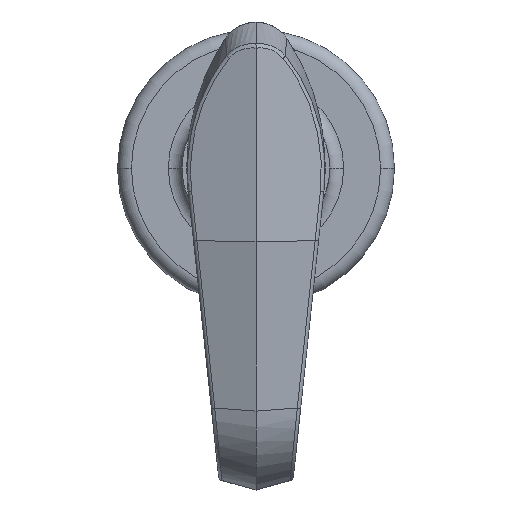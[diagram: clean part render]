
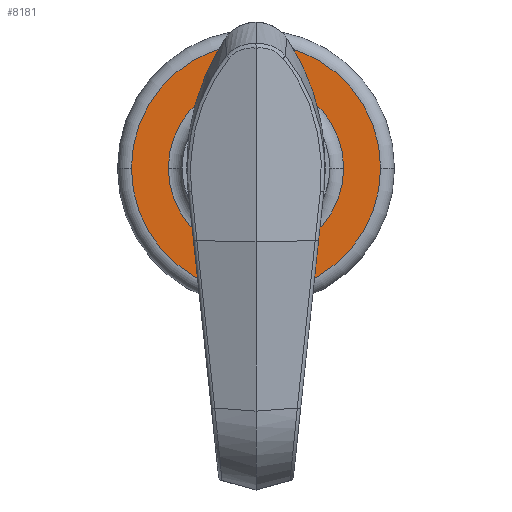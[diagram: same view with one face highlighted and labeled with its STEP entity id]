
A CAD part, top view. The second image highlights one B-rep face of the part: STEP entity #8181.
In plain terms, the highlighted planar face has unit normal (0, 0, 1).
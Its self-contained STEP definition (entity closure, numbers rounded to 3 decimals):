
#1183 = VERTEX_POINT ( 'NONE', #3601 ) ;
#1189 = VERTEX_POINT ( 'NONE', #3604 ) ;
#1196 = VERTEX_POINT ( 'NONE', #3610 ) ;
#1410 = AXIS2_PLACEMENT_3D ( 'NONE', #1539, #1540, #1541 ) ;
#1413 = AXIS2_PLACEMENT_3D ( 'NONE', #1549, #1550, #1551 ) ;
#1476 = AXIS2_PLACEMENT_3D ( 'NONE', #6045, #6046, #6047 ) ;
#1539 = CARTESIAN_POINT ( 'NONE',  ( 0., 0., 5. ) ) ;
#1540 = DIRECTION ( 'NONE',  ( 0., 0., -1. ) ) ;
#1541 = DIRECTION ( 'NONE',  ( -1., 0., 0. ) ) ;
#1549 = CARTESIAN_POINT ( 'NONE',  ( 0., 0., 5. ) ) ;
#1550 = DIRECTION ( 'NONE',  ( 0., 0., 1. ) ) ;
#1551 = DIRECTION ( 'NONE',  ( -1., 0., 0. ) ) ;
#3601 = CARTESIAN_POINT ( 'NONE',  ( -27., 0., 5. ) ) ;
#3604 = CARTESIAN_POINT ( 'NONE',  ( -19., 0., 5. ) ) ;
#3610 = CARTESIAN_POINT ( 'NONE',  ( 19., 0., 5. ) ) ;
#5092 = EDGE_LOOP ( 'NONE', ( #7009, #7010 ) ) ;
#5095 = EDGE_LOOP ( 'NONE', ( #7007, #7008 ) ) ;
#6045 = CARTESIAN_POINT ( 'NONE',  ( 0., 0., 5. ) ) ;
#6046 = DIRECTION ( 'NONE',  ( 0., 0., -1. ) ) ;
#6047 = DIRECTION ( 'NONE',  ( -1., 0., 0. ) ) ;
#6048 = CARTESIAN_POINT ( 'NONE',  ( 0., 0., 5. ) ) ;
#6049 = DIRECTION ( 'NONE',  ( 0., 0., 1. ) ) ;
#6050 = DIRECTION ( 'NONE',  ( -1., 0., 0. ) ) ;
#6305 = AXIS2_PLACEMENT_3D ( 'NONE', #6048, #6049, #6050 ) ;
#6353 = AXIS2_PLACEMENT_3D ( 'NONE', #6902, #6907, #6908 ) ;
#6900 = PLANE ( 'NONE',  #6353 ) ;
#6902 = CARTESIAN_POINT ( 'NONE',  ( 0., 16., 5. ) ) ;
#6907 = DIRECTION ( 'NONE',  ( 0., 0., -1. ) ) ;
#6908 = DIRECTION ( 'NONE',  ( -1., 0., 0. ) ) ;
#7007 = ORIENTED_EDGE ( 'NONE', *, *, #8045, .T. ) ;
#7008 = ORIENTED_EDGE ( 'NONE', *, *, #7282, .T. ) ;
#7009 = ORIENTED_EDGE ( 'NONE', *, *, #8046, .T. ) ;
#7010 = ORIENTED_EDGE ( 'NONE', *, *, #7285, .T. ) ;
#7282 = EDGE_CURVE ( 'NONE', #1196, #1189, #8757, .T. ) ;
#7285 = EDGE_CURVE ( 'NONE', #8466, #1183, #8763, .T. ) ;
#8045 = EDGE_CURVE ( 'NONE', #1189, #1196, #9012, .T. ) ;
#8046 = EDGE_CURVE ( 'NONE', #1183, #8466, #9014, .T. ) ;
#8181 = ADVANCED_FACE ( 'NONE', ( #9188, #9196 ), #6900, .F. ) ;
#8466 = VERTEX_POINT ( 'NONE', #11567 ) ;
#8757 = CIRCLE ( 'NONE', #1410, 19. ) ;
#8763 = CIRCLE ( 'NONE', #1413, 27. ) ;
#9012 = CIRCLE ( 'NONE', #1476, 19. ) ;
#9014 = CIRCLE ( 'NONE', #6305, 27. ) ;
#9188 = FACE_BOUND ( 'NONE', #5095, .T. ) ;
#9196 = FACE_OUTER_BOUND ( 'NONE', #5092, .T. ) ;
#11567 = CARTESIAN_POINT ( 'NONE',  ( 27., 0., 5. ) ) ;
